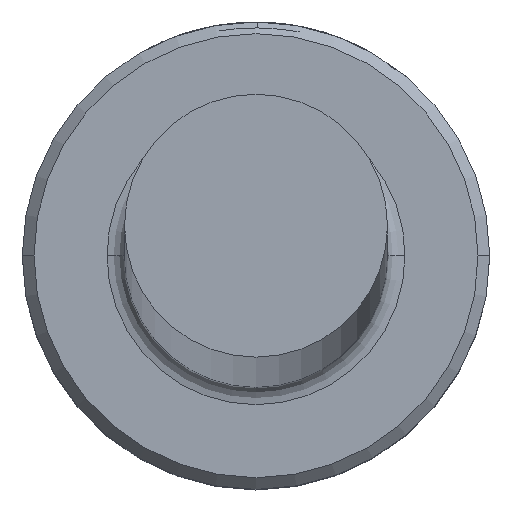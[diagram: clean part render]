
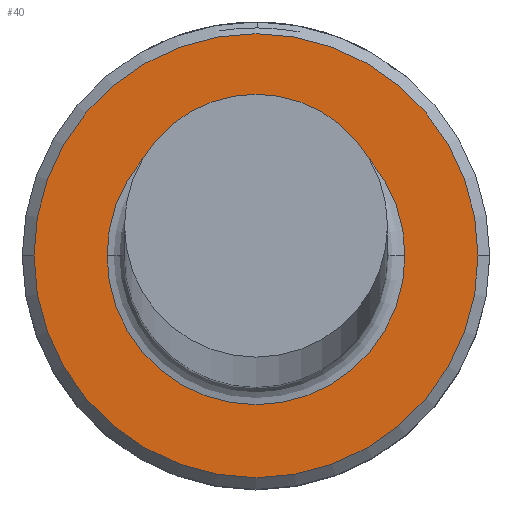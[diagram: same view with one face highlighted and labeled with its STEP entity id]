
A CAD part, top view. The second image highlights one B-rep face of the part: STEP entity #40.
In plain terms, the highlighted planar face has unit normal (0, 0, 1).
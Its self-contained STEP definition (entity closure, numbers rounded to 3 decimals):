
#34 = DIRECTION ( 'NONE',  ( 0., 0., -1. ) ) ;
#40 = ADVANCED_FACE ( 'NONE', ( #255, #257 ), #243, .T. ) ;
#50 = VERTEX_POINT ( 'NONE', #598 ) ;
#64 = AXIS2_PLACEMENT_3D ( 'NONE', #881, #813, #803 ) ;
#68 = CARTESIAN_POINT ( 'NONE',  ( 0., 0., 6. ) ) ;
#101 = CARTESIAN_POINT ( 'NONE',  ( -3.8, 0., 6. ) ) ;
#219 = EDGE_LOOP ( 'NONE', ( #597, #899 ) ) ;
#241 = DIRECTION ( 'NONE',  ( -1., 0., 0. ) ) ;
#243 = PLANE ( 'NONE',  #509 ) ;
#255 = FACE_OUTER_BOUND ( 'NONE', #963, .T. ) ;
#257 = FACE_BOUND ( 'NONE', #219, .T. ) ;
#285 = CARTESIAN_POINT ( 'NONE',  ( 0., 0., 6. ) ) ;
#330 = CIRCLE ( 'NONE', #626, 2.55 ) ;
#380 = DIRECTION ( 'NONE',  ( 1., 0., 0. ) ) ;
#426 = AXIS2_PLACEMENT_3D ( 'NONE', #770, #433, #241 ) ;
#433 = DIRECTION ( 'NONE',  ( 0., 0., -1. ) ) ;
#444 = ORIENTED_EDGE ( 'NONE', *, *, #477, .T. ) ;
#477 = EDGE_CURVE ( 'NONE', #1052, #1075, #750, .T. ) ;
#484 = AXIS2_PLACEMENT_3D ( 'NONE', #285, #906, #380 ) ;
#489 = DIRECTION ( 'NONE',  ( 1., 0., 0. ) ) ;
#509 = AXIS2_PLACEMENT_3D ( 'NONE', #68, #833, #489 ) ;
#551 = CARTESIAN_POINT ( 'NONE',  ( 3.8, 0., 6. ) ) ;
#578 = CARTESIAN_POINT ( 'NONE',  ( 0., 0., 6. ) ) ;
#597 = ORIENTED_EDGE ( 'NONE', *, *, #694, .T. ) ;
#598 = CARTESIAN_POINT ( 'NONE',  ( 2.55, 0., 6. ) ) ;
#614 = CARTESIAN_POINT ( 'NONE',  ( -2.55, 0., 6. ) ) ;
#626 = AXIS2_PLACEMENT_3D ( 'NONE', #578, #34, #669 ) ;
#664 = EDGE_CURVE ( 'NONE', #50, #877, #771, .T. ) ;
#669 = DIRECTION ( 'NONE',  ( -1., 0., 0. ) ) ;
#694 = EDGE_CURVE ( 'NONE', #877, #50, #330, .T. ) ;
#750 = CIRCLE ( 'NONE', #64, 3.8 ) ;
#770 = CARTESIAN_POINT ( 'NONE',  ( 0., 0., 6. ) ) ;
#771 = CIRCLE ( 'NONE', #426, 2.55 ) ;
#803 = DIRECTION ( 'NONE',  ( 1., 0., 0. ) ) ;
#813 = DIRECTION ( 'NONE',  ( 0., 0., 1. ) ) ;
#820 = ORIENTED_EDGE ( 'NONE', *, *, #1048, .T. ) ;
#833 = DIRECTION ( 'NONE',  ( 0., 0., 1. ) ) ;
#877 = VERTEX_POINT ( 'NONE', #614 ) ;
#881 = CARTESIAN_POINT ( 'NONE',  ( 0., 0., 6. ) ) ;
#899 = ORIENTED_EDGE ( 'NONE', *, *, #664, .T. ) ;
#906 = DIRECTION ( 'NONE',  ( 0., 0., 1. ) ) ;
#963 = EDGE_LOOP ( 'NONE', ( #820, #444 ) ) ;
#1048 = EDGE_CURVE ( 'NONE', #1075, #1052, #1130, .T. ) ;
#1052 = VERTEX_POINT ( 'NONE', #551 ) ;
#1075 = VERTEX_POINT ( 'NONE', #101 ) ;
#1130 = CIRCLE ( 'NONE', #484, 3.8 ) ;
